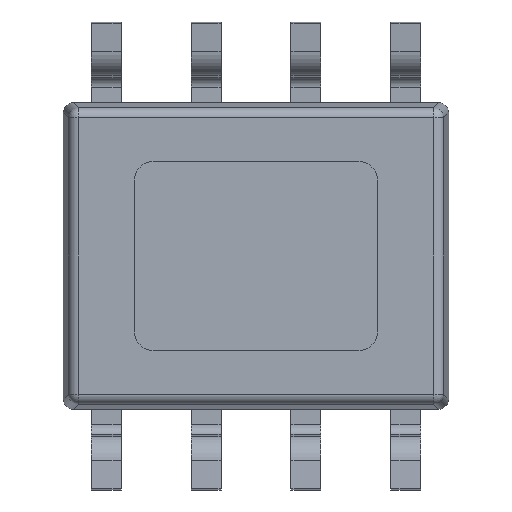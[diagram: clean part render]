
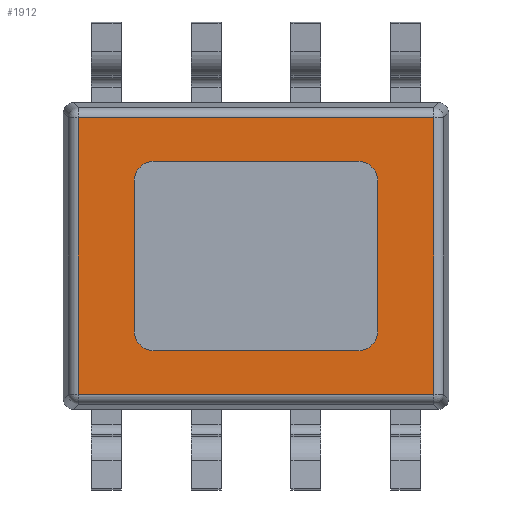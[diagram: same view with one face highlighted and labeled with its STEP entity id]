
A CAD part, front view. The second image highlights one B-rep face of the part: STEP entity #1912.
In plain terms, the highlighted planar face has unit normal (0, -1, 0).
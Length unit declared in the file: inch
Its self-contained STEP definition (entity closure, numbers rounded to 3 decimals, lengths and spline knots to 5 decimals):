
#705=DIRECTION('',(0.,0.,1.));
#706=VECTOR('',#705,0.13851);
#707=CARTESIAN_POINT('',(0.08901,-0.033,-0.06926));
#708=LINE('',#707,#706);
#719=CARTESIAN_POINT('',(0.051,-0.033,-0.0375));
#720=DIRECTION('',(0.,-1.,0.));
#721=DIRECTION('',(0.,0.,-1.));
#722=AXIS2_PLACEMENT_3D('',#719,#720,#721);
#727=DIRECTION('',(0.,0.,1.));
#728=VECTOR('',#727,0.075);
#729=CARTESIAN_POINT('',(0.061,-0.033,-0.0375));
#730=LINE('',#729,#728);
#734=CARTESIAN_POINT('',(0.051,-0.033,0.0375));
#735=DIRECTION('',(0.,-1.,0.));
#736=DIRECTION('',(1.,0.,0.));
#737=AXIS2_PLACEMENT_3D('',#734,#735,#736);
#742=DIRECTION('',(-1.,0.,0.));
#743=VECTOR('',#742,0.102);
#744=CARTESIAN_POINT('',(0.051,-0.033,0.0475));
#745=LINE('',#744,#743);
#749=CARTESIAN_POINT('',(-0.051,-0.033,0.0375));
#750=DIRECTION('',(0.,-1.,0.));
#751=DIRECTION('',(0.,0.,1.));
#752=AXIS2_PLACEMENT_3D('',#749,#750,#751);
#757=DIRECTION('',(0.,0.,-1.));
#758=VECTOR('',#757,0.075);
#759=CARTESIAN_POINT('',(-0.061,-0.033,0.0375));
#760=LINE('',#759,#758);
#764=CARTESIAN_POINT('',(-0.051,-0.033,-0.0375));
#765=DIRECTION('',(0.,-1.,0.));
#766=DIRECTION('',(-1.,0.,0.));
#767=AXIS2_PLACEMENT_3D('',#764,#765,#766);
#772=DIRECTION('',(1.,0.,0.));
#773=VECTOR('',#772,0.102);
#774=CARTESIAN_POINT('',(-0.051,-0.033,-0.0475));
#775=LINE('',#774,#773);
#779=DIRECTION('',(1.,0.,0.));
#780=VECTOR('',#779,0.17801);
#781=CARTESIAN_POINT('',(-0.08901,-0.033,-0.06926));
#782=LINE('',#781,#780);
#817=DIRECTION('',(0.,0.,-1.));
#818=VECTOR('',#817,0.13851);
#819=CARTESIAN_POINT('',(-0.08901,-0.033,0.06926));
#820=LINE('',#819,#818);
#956=DIRECTION('',(-1.,0.,0.));
#957=VECTOR('',#956,0.17801);
#958=CARTESIAN_POINT('',(0.08901,-0.033,0.06926));
#959=LINE('',#958,#957);
#1162=CARTESIAN_POINT('',(0.08901,-0.033,-0.06926));
#1163=CARTESIAN_POINT('',(0.08901,-0.033,0.06926));
#1164=VERTEX_POINT('',#1162);
#1165=VERTEX_POINT('',#1163);
#1206=CARTESIAN_POINT('',(-0.08901,-0.033,0.06926));
#1207=VERTEX_POINT('',#1206);
#1232=CARTESIAN_POINT('',(-0.08901,-0.033,-0.06926));
#1233=VERTEX_POINT('',#1232);
#1272=CARTESIAN_POINT('',(0.051,-0.033,-0.0475));
#1273=CARTESIAN_POINT('',(0.061,-0.033,-0.0375));
#1274=VERTEX_POINT('',#1272);
#1275=VERTEX_POINT('',#1273);
#1276=CARTESIAN_POINT('',(0.061,-0.033,0.0375));
#1277=VERTEX_POINT('',#1276);
#1278=CARTESIAN_POINT('',(0.051,-0.033,0.0475));
#1279=VERTEX_POINT('',#1278);
#1280=CARTESIAN_POINT('',(-0.051,-0.033,0.0475));
#1281=VERTEX_POINT('',#1280);
#1282=CARTESIAN_POINT('',(-0.061,-0.033,0.0375));
#1283=VERTEX_POINT('',#1282);
#1284=CARTESIAN_POINT('',(-0.061,-0.033,-0.0375));
#1285=VERTEX_POINT('',#1284);
#1286=CARTESIAN_POINT('',(-0.051,-0.033,-0.0475));
#1287=VERTEX_POINT('',#1286);
#1880=CARTESIAN_POINT('',(0.,-0.033,0.));
#1881=DIRECTION('',(0.,-1.,0.));
#1882=DIRECTION('',(-1.,0.,0.));
#1883=AXIS2_PLACEMENT_3D('',#1880,#1881,#1882);
#1884=PLANE('',#1883);
#1885=ORIENTED_EDGE('',*,*,#1871,.F.);
#1887=ORIENTED_EDGE('',*,*,#1886,.F.);
#1889=ORIENTED_EDGE('',*,*,#1888,.F.);
#1891=ORIENTED_EDGE('',*,*,#1890,.F.);
#1892=EDGE_LOOP('',(#1885,#1887,#1889,#1891));
#1893=FACE_OUTER_BOUND('',#1892,.F.);
#1895=ORIENTED_EDGE('',*,*,#1894,.T.);
#1897=ORIENTED_EDGE('',*,*,#1896,.T.);
#1899=ORIENTED_EDGE('',*,*,#1898,.T.);
#1901=ORIENTED_EDGE('',*,*,#1900,.T.);
#1903=ORIENTED_EDGE('',*,*,#1902,.T.);
#1905=ORIENTED_EDGE('',*,*,#1904,.T.);
#1907=ORIENTED_EDGE('',*,*,#1906,.T.);
#1909=ORIENTED_EDGE('',*,*,#1908,.T.);
#1910=EDGE_LOOP('',(#1895,#1897,#1899,#1901,#1903,#1905,#1907,#1909));
#1911=FACE_BOUND('',#1910,.F.);
#1912=ADVANCED_FACE('',(#1893,#1911),#1884,.T.);
#723=CIRCLE('',#722,0.01);
#738=CIRCLE('',#737,0.01);
#753=CIRCLE('',#752,0.01);
#768=CIRCLE('',#767,0.01);
#1871=EDGE_CURVE('',#1164,#1165,#708,.T.);
#1886=EDGE_CURVE('',#1233,#1164,#782,.T.);
#1888=EDGE_CURVE('',#1207,#1233,#820,.T.);
#1890=EDGE_CURVE('',#1165,#1207,#959,.T.);
#1894=EDGE_CURVE('',#1274,#1275,#723,.T.);
#1896=EDGE_CURVE('',#1275,#1277,#730,.T.);
#1898=EDGE_CURVE('',#1277,#1279,#738,.T.);
#1900=EDGE_CURVE('',#1279,#1281,#745,.T.);
#1902=EDGE_CURVE('',#1281,#1283,#753,.T.);
#1904=EDGE_CURVE('',#1283,#1285,#760,.T.);
#1906=EDGE_CURVE('',#1285,#1287,#768,.T.);
#1908=EDGE_CURVE('',#1287,#1274,#775,.T.);
